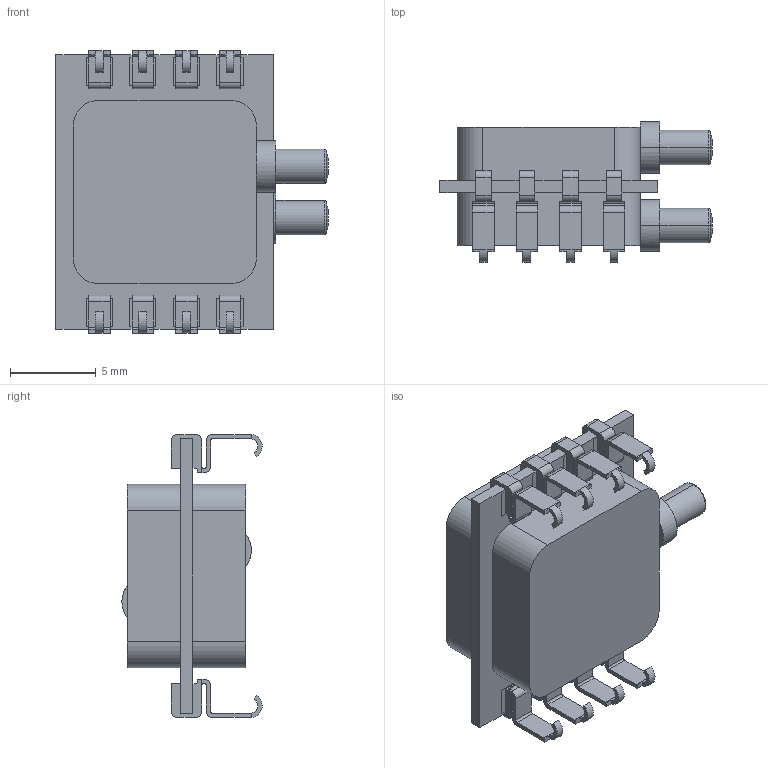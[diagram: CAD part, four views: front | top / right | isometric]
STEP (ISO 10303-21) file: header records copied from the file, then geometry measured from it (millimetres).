
FILE_DESCRIPTION (( 'STEP AP203' ), '1' );
FILE_NAME ('F1RJ_STEP.STEP', '2018-04-13T19:33:19', ( 'user' ), ( '' ), 'SwSTEP 2.0', 'SolidWorks 2010', '' );
FILE_SCHEMA (( 'CONFIG_CONTROL_DESIGN' ));
Length unit declared in the file: inch
Products named in the file (1): F1RJ_STEP
Bounding box: 15.89 x 8.19 x 16.51 mm (x, y, z)
Volume: 900 mm3; surface area: 963 mm2
Topology: 1 solids, 1 shells, 469 faces, 1354 edges, 892 vertices
Faces by surface type: plane 353, cylinder 108, torus 4, cone 4
Entity records: 15371 total; most frequent: CARTESIAN_POINT 2716, ORIENTED_EDGE 2708, DIRECTION 2554, EDGE_CURVE 1354, LINE 1094, VECTOR 1094, VERTEX_POINT 892, AXIS2_PLACEMENT_3D 730
